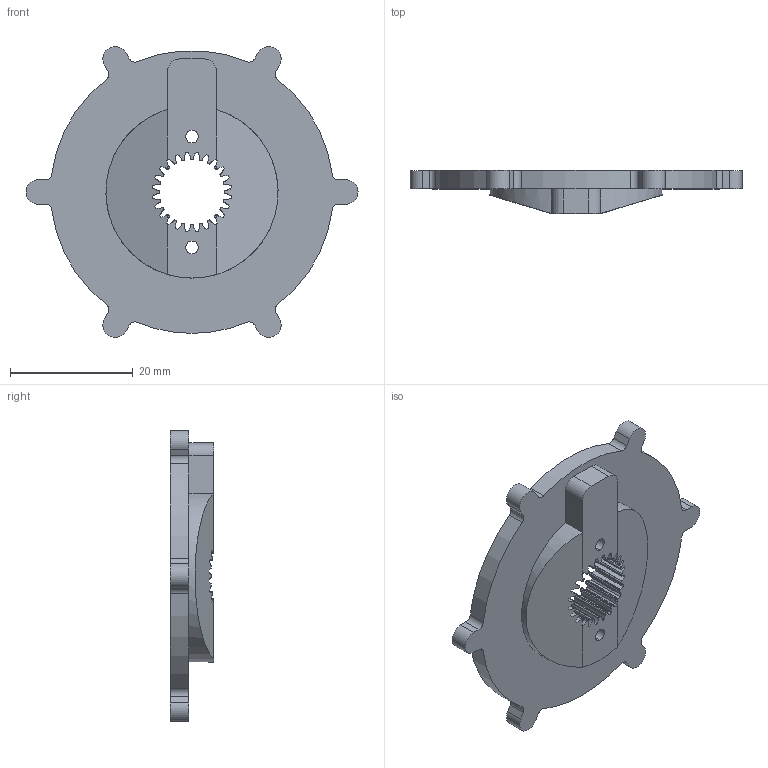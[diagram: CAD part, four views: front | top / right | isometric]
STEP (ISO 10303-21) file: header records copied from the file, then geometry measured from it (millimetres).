
FILE_DESCRIPTION (( 'STEP AP214' ), '1' );
FILE_NAME ('p1204_gearStopSpring.STEP', '2019-01-08T00:53:54', ( 'CAEN' ), ( 'University of Michigan' ), 'SwSTEP 2.0', 'SolidWorks 2018', '' );
FILE_SCHEMA (( 'AUTOMOTIVE_DESIGN' ));
Length unit declared in the file: millimetre
Products named in the file (1): p1204_gearStopSpring
Bounding box: 54 x 7 x 47.3 mm (x, y, z)
Volume: 6646 mm3; surface area: 4708.2 mm2
Topology: 1 solids, 1 shells, 216 faces, 640 edges, 426 vertices
Faces by surface type: cylinder 143, bspline 48, plane 25
Entity records: 8796 total; most frequent: CARTESIAN_POINT 3245, ORIENTED_EDGE 1280, DIRECTION 1058, EDGE_CURVE 640, VERTEX_POINT 426, AXIS2_PLACEMENT_3D 407, VECTOR 244, LINE 244
